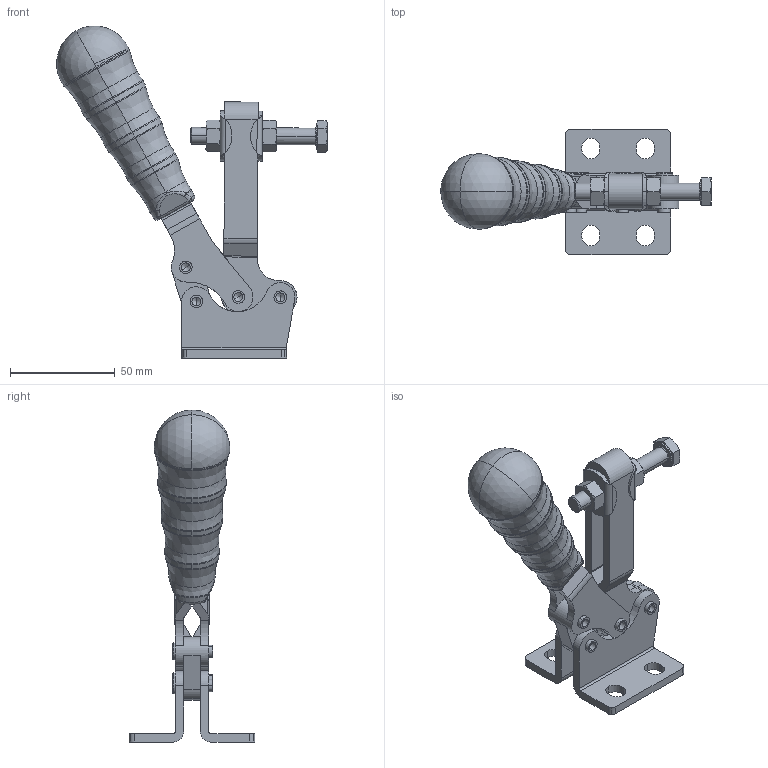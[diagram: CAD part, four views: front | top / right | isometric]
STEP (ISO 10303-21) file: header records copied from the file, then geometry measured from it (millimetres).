
FILE_DESCRIPTION((''),'2;1');
FILE_NAME('124.0-opened.stp','2005-09-27T15:45:15',('Kysilko'),(''),'Autodesk Inventor 8','Autodesk Inventor 8','');
FILE_SCHEMA(('AUTOMOTIVE_DESIGN { 1 0 10303 214 1 1 1 1 }'));
Length unit declared in the file: millimetre
Products named in the file (1): Part20
Bounding box: 129.09 x 60 x 158.34 mm (x, y, z)
Volume: 114428.6 mm3; surface area: 43647.5 mm2
Topology: 1 solids, 3 shells, 1110 faces, 3619 edges, 2166 vertices
Faces by surface type: plane 386, cone 364, cylinder 190, bspline 148, sphere 14, torus 8
Entity records: 44658 total; most frequent: CARTESIAN_POINT 13904, ORIENTED_EDGE 7210, DIRECTION 6309, EDGE_CURVE 3605, AXIS2_PLACEMENT_3D 2419, VERTEX_POINT 2166, VECTOR 1471, LINE 1471
